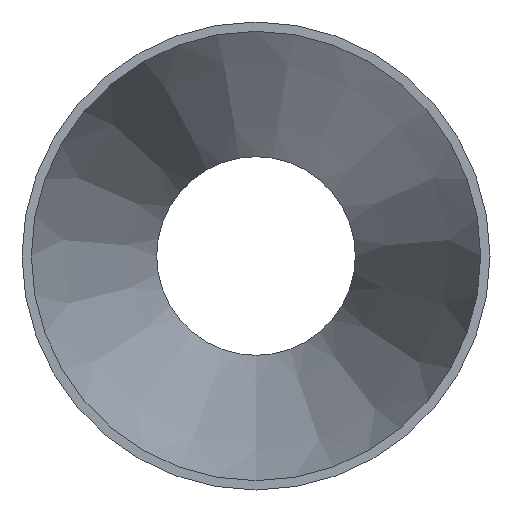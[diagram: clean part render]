
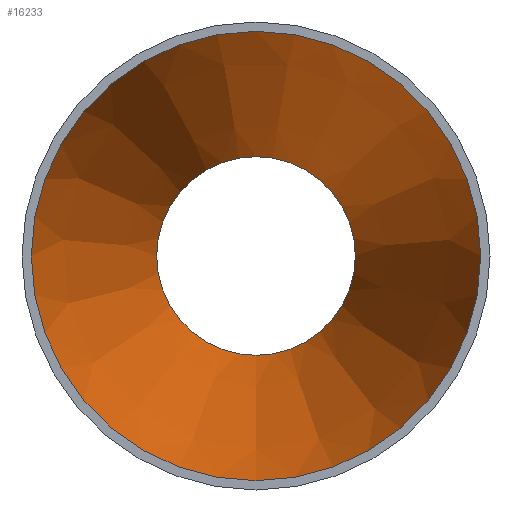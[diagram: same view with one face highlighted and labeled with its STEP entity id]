
A CAD part, front view. The second image highlights one B-rep face of the part: STEP entity #16233.
In plain terms, the highlighted conical face has half-angle 15.563 degrees and reference radius 49.924 mm.
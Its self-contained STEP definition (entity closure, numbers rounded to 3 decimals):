
#278 = CARTESIAN_POINT ( 'NONE',  ( 0., 0., 0. ) ) ;
#4078 = VERTEX_POINT ( 'NONE', #18147 ) ;
#6425 = DIRECTION ( 'NONE',  ( 0., 0., -1. ) ) ;
#6553 = FACE_BOUND ( 'NONE', #21664, .T. ) ;
#8332 = VERTEX_POINT ( 'NONE', #10156 ) ;
#8662 = AXIS2_PLACEMENT_3D ( 'NONE', #278, #10122, #17849 ) ;
#9735 = EDGE_LOOP ( 'NONE', ( #10952 ) ) ;
#10122 = DIRECTION ( 'NONE',  ( 0., -1., 0. ) ) ;
#10156 = CARTESIAN_POINT ( 'NONE',  ( 0., 100., -22.074 ) ) ;
#10243 = AXIS2_PLACEMENT_3D ( 'NONE', #22581, #24133, #6425 ) ;
#10278 = EDGE_CURVE ( 'NONE', #8332, #8332, #19104, .T. ) ;
#10952 = ORIENTED_EDGE ( 'NONE', *, *, #19219, .T. ) ;
#12638 = FACE_OUTER_BOUND ( 'NONE', #9735, .T. ) ;
#13972 = CONICAL_SURFACE ( 'NONE', #10243, 49.924, 0.272 ) ;
#14419 = DIRECTION ( 'NONE',  ( 0., -1., 0. ) ) ;
#15243 = CARTESIAN_POINT ( 'NONE',  ( 0., 100., 0. ) ) ;
#16233 = ADVANCED_FACE ( 'NONE', ( #6553, #12638 ), #13972, .F. ) ;
#17849 = DIRECTION ( 'NONE',  ( 0., 0., -1. ) ) ;
#18147 = CARTESIAN_POINT ( 'NONE',  ( 0., 0., -49.924 ) ) ;
#18675 = AXIS2_PLACEMENT_3D ( 'NONE', #15243, #14419, #23999 ) ;
#19104 = CIRCLE ( 'NONE', #18675, 22.074 ) ;
#19219 = EDGE_CURVE ( 'NONE', #4078, #4078, #19400, .T. ) ;
#19400 = CIRCLE ( 'NONE', #8662, 49.924 ) ;
#21531 = ORIENTED_EDGE ( 'NONE', *, *, #10278, .F. ) ;
#21664 = EDGE_LOOP ( 'NONE', ( #21531 ) ) ;
#22581 = CARTESIAN_POINT ( 'NONE',  ( 0., 0., 0. ) ) ;
#23999 = DIRECTION ( 'NONE',  ( 0., 0., -1. ) ) ;
#24133 = DIRECTION ( 'NONE',  ( 0., -1., 0. ) ) ;
